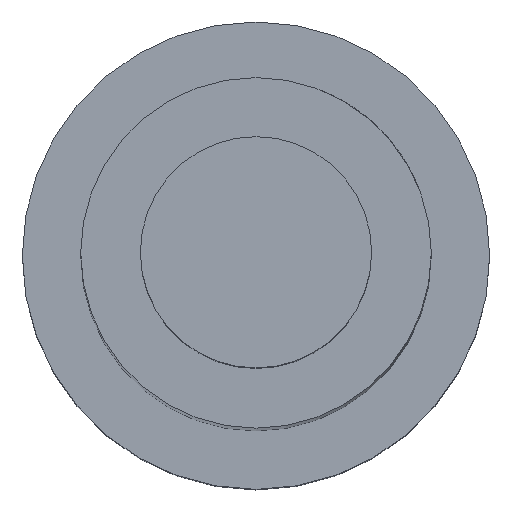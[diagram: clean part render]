
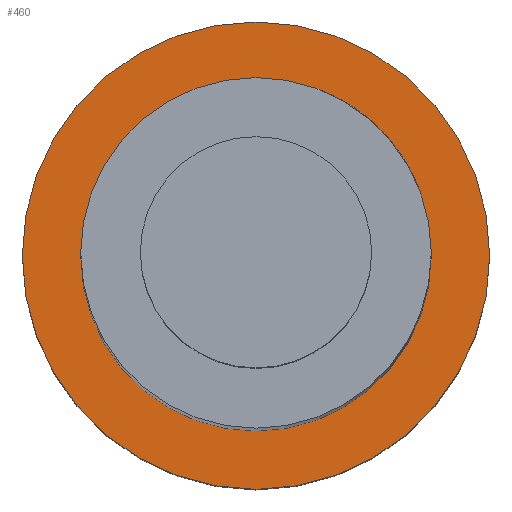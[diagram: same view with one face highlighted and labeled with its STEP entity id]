
A CAD part, top view. The second image highlights one B-rep face of the part: STEP entity #460.
In plain terms, the highlighted planar face has unit normal (0, 0, 1).
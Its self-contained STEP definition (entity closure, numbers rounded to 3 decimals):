
#28=FACE_BOUND('',#107,.T.);
#45=PLANE('',#520);
#73=FACE_OUTER_BOUND('',#106,.T.);
#106=EDGE_LOOP('',(#419));
#107=EDGE_LOOP('',(#420));
#125=CIRCLE('',#515,15.);
#126=CIRCLE('',#518,20.);
#237=VERTEX_POINT('',#843);
#238=VERTEX_POINT('',#848);
#297=EDGE_CURVE('',#237,#237,#125,.T.);
#298=EDGE_CURVE('',#238,#238,#126,.T.);
#419=ORIENTED_EDGE('',*,*,#298,.T.);
#420=ORIENTED_EDGE('',*,*,#297,.T.);
#460=ADVANCED_FACE('',(#73,#28),#45,.T.);
#515=AXIS2_PLACEMENT_3D('',#845,#636,#637);
#518=AXIS2_PLACEMENT_3D('',#849,#642,#643);
#520=AXIS2_PLACEMENT_3D('',#853,#647,#648);
#636=DIRECTION('center_axis',(0.,0.,-1.));
#637=DIRECTION('ref_axis',(-1.,0.,0.));
#642=DIRECTION('center_axis',(0.,0.,1.));
#643=DIRECTION('ref_axis',(-1.,0.,0.));
#647=DIRECTION('center_axis',(0.,0.,1.));
#648=DIRECTION('ref_axis',(-1.,0.,0.));
#843=CARTESIAN_POINT('',(15.,0.,47.5));
#845=CARTESIAN_POINT('Origin',(0.,0.,
47.5));
#848=CARTESIAN_POINT('',(20.,0.,47.5));
#849=CARTESIAN_POINT('Origin',(0.,0.,
47.5));
#853=CARTESIAN_POINT('Origin',(0.,0.,
47.5));
